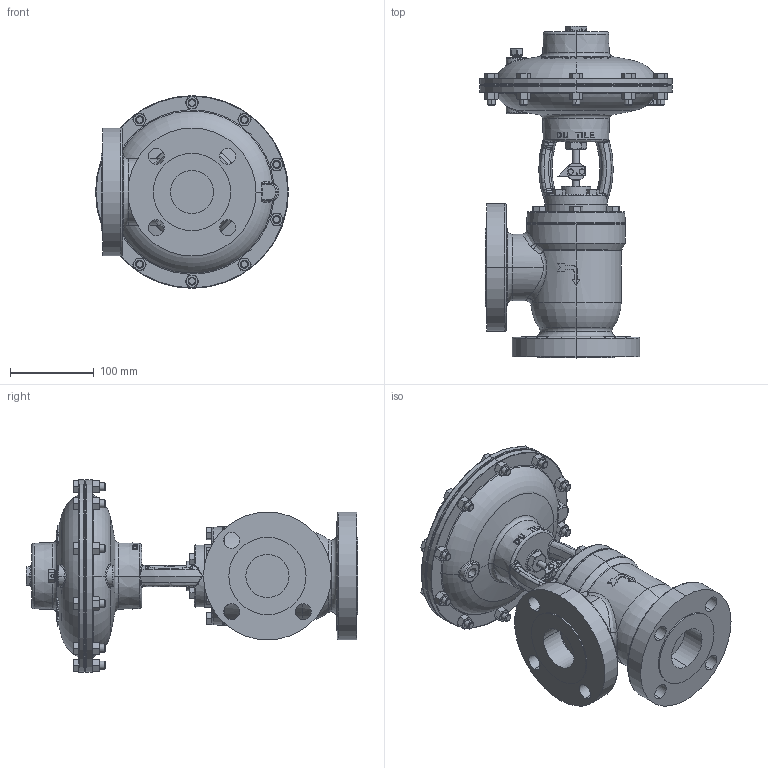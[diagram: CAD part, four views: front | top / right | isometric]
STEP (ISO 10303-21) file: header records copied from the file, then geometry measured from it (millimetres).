
FILE_DESCRIPTION (( 'STEP AP214' ), '1' );
FILE_NAME ('DPH2ARADF2S-MYB.step', '2020-10-22T19:49:46', ( '' ), ( '' ), 'SwSTEP 2.0', 'SolidWorks 2019', '' );
FILE_SCHEMA (( 'AUTOMOTIVE_DESIGN' ));
Length unit declared in the file: inch
Products named in the file (1): DPH2ARADF2S-MYB
Bounding box: 229.81 x 395.81 x 229.81 mm (x, y, z)
Volume: 4570758.4 mm3; surface area: 334443.4 mm2
Topology: 1 solids, 1 shells, 1787 faces, 4400 edges, 2709 vertices
Faces by surface type: plane 746, cone 358, bspline 336, cylinder 198, torus 114, sphere 35
Entity records: 83767 total; most frequent: CARTESIAN_POINT 32513, ORIENTED_EDGE 8760, DIRECTION 7292, EDGE_CURVE 4380, AXIS2_PLACEMENT_3D 2936, VERTEX_POINT 2709, EDGE_LOOP 1947, ADVANCED_FACE 1787
